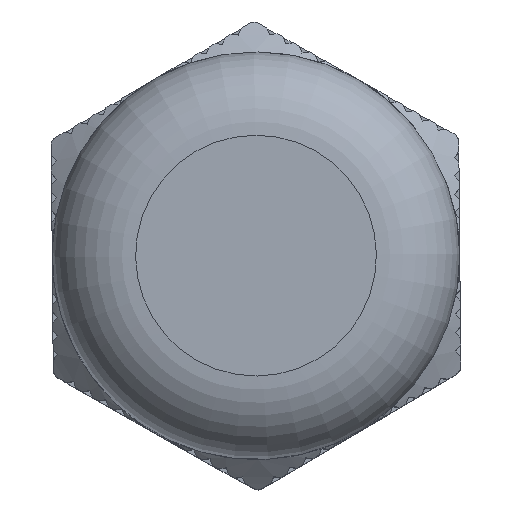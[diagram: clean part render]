
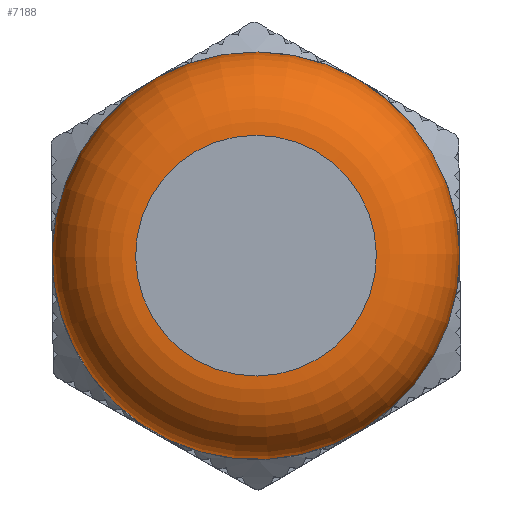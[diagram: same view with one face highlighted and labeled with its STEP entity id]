
A CAD part, top view. The second image highlights one B-rep face of the part: STEP entity #7188.
In plain terms, the highlighted toroidal (fillet/blend) face has major radius 6.5 mm and minor radius 4.5 mm.
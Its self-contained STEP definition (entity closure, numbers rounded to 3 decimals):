
#1379=CARTESIAN_POINT('',(5.657,-3.2,5.159));
#1380=VERTEX_POINT('',#1379);
#1381=CARTESIAN_POINT('',(0.0,0.0,5.159));
#1382=DIRECTION('',(0.0,0.0,-1.0));
#1383=DIRECTION('',(-0.87,0.492,0.0));
#1384=AXIS2_PLACEMENT_3D('',#1381,#1382,#1383);
#1385=CIRCLE('',#1384,6.5);
#1386=EDGE_CURVE('',#1380,#1380,#1385,.T.);
#7169=CARTESIAN_POINT('',(0.0,0.0,0.659));
#7170=DIRECTION('',(0.0,0.0,-1.0));
#7171=DIRECTION('',(-0.87,0.492,0.0));
#7172=AXIS2_PLACEMENT_3D('',#7169,#7170,#7171);
#7173=TOROIDAL_SURFACE('',#7172,6.5,4.5);
#7174=ORIENTED_EDGE('',*,*,#1386,.T.);
#7175=EDGE_LOOP('',(#7174));
#7176=FACE_OUTER_BOUND('',#7175,.T.);
#7177=CARTESIAN_POINT('',(9.574,-5.416,0.659));
#7178=VERTEX_POINT('',#7177);
#7179=CARTESIAN_POINT('',(0.0,0.0,0.659));
#7180=DIRECTION('',(0.0,0.0,1.0));
#7181=DIRECTION('',(-0.87,0.492,0.0));
#7182=AXIS2_PLACEMENT_3D('',#7179,#7180,#7181);
#7183=CIRCLE('',#7182,11.);
#7184=EDGE_CURVE('',#7178,#7178,#7183,.T.);
#7185=ORIENTED_EDGE('',*,*,#7184,.T.);
#7186=EDGE_LOOP('',(#7185));
#7187=FACE_BOUND('',#7186,.T.);
#7188=ADVANCED_FACE('',(#7176,#7187),#7173,.T.);
